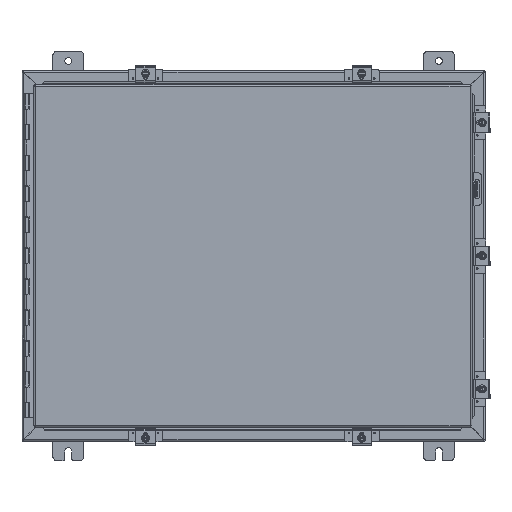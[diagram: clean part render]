
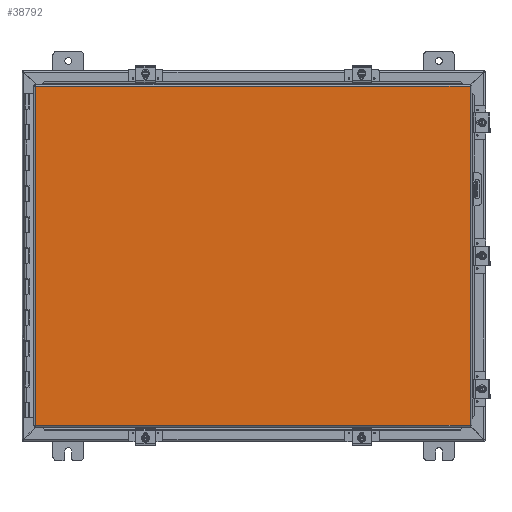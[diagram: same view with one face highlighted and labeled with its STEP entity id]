
A CAD part, top view. The second image highlights one B-rep face of the part: STEP entity #38792.
In plain terms, the highlighted face is planar.
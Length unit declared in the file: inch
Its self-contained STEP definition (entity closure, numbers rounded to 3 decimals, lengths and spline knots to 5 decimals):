
#2040 = CARTESIAN_POINT ( 'NONE',  ( -14.08225, -10.9885, 0. ) ) ;
#6732 = CARTESIAN_POINT ( 'NONE',  ( -14.08225, 10.9885, 0. ) ) ;
#7012 = DIRECTION ( 'NONE',  ( -1., 0., 0. ) ) ;
#7190 = VECTOR ( 'NONE', #26246, 39.37008 ) ;
#8025 = DIRECTION ( 'NONE',  ( 0., -1., 0. ) ) ;
#10206 = VERTEX_POINT ( 'NONE', #30618 ) ;
#10753 = VECTOR ( 'NONE', #8025, 39.37008 ) ;
#11541 = CARTESIAN_POINT ( 'NONE',  ( 0., 0., 0. ) ) ;
#12173 = CARTESIAN_POINT ( 'NONE',  ( -14.08225, -10.9885, 0. ) ) ;
#12338 = VERTEX_POINT ( 'NONE', #12173 ) ;
#14658 = PLANE ( 'NONE',  #39317 ) ;
#14805 = DIRECTION ( 'NONE',  ( 1., 0., 0. ) ) ;
#16084 = LINE ( 'NONE', #33136, #32137 ) ;
#20333 = CARTESIAN_POINT ( 'NONE',  ( -14.08225, 10.9885, 0. ) ) ;
#20484 = VERTEX_POINT ( 'NONE', #30200 ) ;
#20869 = ORIENTED_EDGE ( 'NONE', *, *, #31157, .T. ) ;
#21505 = DIRECTION ( 'NONE',  ( 0., 1., 0. ) ) ;
#22027 = EDGE_CURVE ( 'NONE', #33151, #20484, #40445, .T. ) ;
#26246 = DIRECTION ( 'NONE',  ( 1., 0., 0. ) ) ;
#28978 = ORIENTED_EDGE ( 'NONE', *, *, #22027, .T. ) ;
#29167 = LINE ( 'NONE', #2040, #30153 ) ;
#30153 = VECTOR ( 'NONE', #21505, 39.37008 ) ;
#30200 = CARTESIAN_POINT ( 'NONE',  ( 14.08225, 10.9885, 0. ) ) ;
#30618 = CARTESIAN_POINT ( 'NONE',  ( 14.08225, -10.9885, 0. ) ) ;
#31157 = EDGE_CURVE ( 'NONE', #12338, #33151, #29167, .T. ) ;
#31278 = EDGE_LOOP ( 'NONE', ( #20869, #28978, #39427, #41184 ) ) ;
#32137 = VECTOR ( 'NONE', #7012, 39.37008 ) ;
#33136 = CARTESIAN_POINT ( 'NONE',  ( 14.08225, -10.9885, 0. ) ) ;
#33151 = VERTEX_POINT ( 'NONE', #20333 ) ;
#34033 = DIRECTION ( 'NONE',  ( 0., 0., 1. ) ) ;
#35723 = EDGE_CURVE ( 'NONE', #10206, #12338, #16084, .T. ) ;
#36400 = LINE ( 'NONE', #40376, #10753 ) ;
#37676 = EDGE_CURVE ( 'NONE', #20484, #10206, #36400, .T. ) ;
#38792 = ADVANCED_FACE ( 'NONE', ( #39963 ), #14658, .F. ) ;
#39317 = AXIS2_PLACEMENT_3D ( 'NONE', #11541, #34033, #14805 ) ;
#39427 = ORIENTED_EDGE ( 'NONE', *, *, #37676, .T. ) ;
#39963 = FACE_OUTER_BOUND ( 'NONE', #31278, .T. ) ;
#40376 = CARTESIAN_POINT ( 'NONE',  ( 14.08225, 10.9885, 0. ) ) ;
#40445 = LINE ( 'NONE', #6732, #7190 ) ;
#41184 = ORIENTED_EDGE ( 'NONE', *, *, #35723, .T. ) ;
